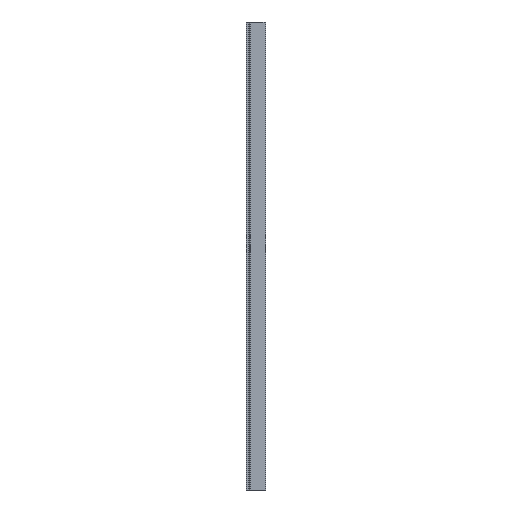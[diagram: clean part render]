
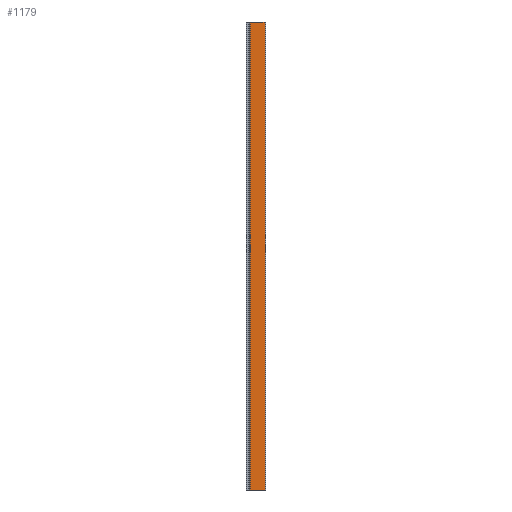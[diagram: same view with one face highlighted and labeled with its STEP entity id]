
A CAD part, left-side view. The second image highlights one B-rep face of the part: STEP entity #1179.
In plain terms, the highlighted planar face has unit normal (-1, 0, 0).
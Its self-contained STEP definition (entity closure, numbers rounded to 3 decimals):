
#16 = ORIENTED_EDGE ( 'NONE', *, *, #2150, .T. ) ;
#72 = CARTESIAN_POINT ( 'NONE',  ( 0., 66.59, 500. ) ) ;
#218 = CARTESIAN_POINT ( 'NONE',  ( 0., 67.5, 500. ) ) ;
#223 = VERTEX_POINT ( 'NONE', #3949 ) ;
#368 = DIRECTION ( 'NONE',  ( 0., 1., 0. ) ) ;
#412 = EDGE_CURVE ( 'NONE', #223, #947, #3556, .T. ) ;
#479 = CARTESIAN_POINT ( 'NONE',  ( 0., 2.197, 0. ) ) ;
#580 = PLANE ( 'NONE',  #622 ) ;
#622 = AXIS2_PLACEMENT_3D ( 'NONE', #218, #1760, #1442 ) ;
#635 = ORIENTED_EDGE ( 'NONE', *, *, #2740, .T. ) ;
#917 = CARTESIAN_POINT ( 'NONE',  ( 0., 66.59, 0. ) ) ;
#947 = VERTEX_POINT ( 'NONE', #917 ) ;
#994 = VECTOR ( 'NONE', #368, 1000. ) ;
#1055 = ORIENTED_EDGE ( 'NONE', *, *, #412, .F. ) ;
#1117 = CARTESIAN_POINT ( 'NONE',  ( 0., 2.697, 500. ) ) ;
#1169 = VERTEX_POINT ( 'NONE', #1831 ) ;
#1179 = ADVANCED_FACE ( 'NONE', ( #3011 ), #580, .T. ) ;
#1442 = DIRECTION ( 'NONE',  ( 0., 0., 1. ) ) ;
#1490 = CARTESIAN_POINT ( 'NONE',  ( 0., 66.59, 2000. ) ) ;
#1692 = LINE ( 'NONE', #3486, #4155 ) ;
#1760 = DIRECTION ( 'NONE',  ( -1., 0., 0. ) ) ;
#1831 = CARTESIAN_POINT ( 'NONE',  ( 0., 2.697, 2000. ) ) ;
#2150 = EDGE_CURVE ( 'NONE', #3971, #947, #3494, .T. ) ;
#2205 = DIRECTION ( 'NONE',  ( 0., 1., 0. ) ) ;
#2206 = VECTOR ( 'NONE', #3224, 1000. ) ;
#2327 = DIRECTION ( 'NONE',  ( 0., 0., -1. ) ) ;
#2726 = ORIENTED_EDGE ( 'NONE', *, *, #4052, .T. ) ;
#2740 = EDGE_CURVE ( 'NONE', #1169, #3971, #1692, .T. ) ;
#2958 = EDGE_LOOP ( 'NONE', ( #16, #1055, #2726, #635 ) ) ;
#2995 = LINE ( 'NONE', #1117, #2206 ) ;
#3011 = FACE_OUTER_BOUND ( 'NONE', #2958, .T. ) ;
#3031 = VECTOR ( 'NONE', #2327, 1000. ) ;
#3224 = DIRECTION ( 'NONE',  ( 0., 0., 1. ) ) ;
#3486 = CARTESIAN_POINT ( 'NONE',  ( 0., 2.697, 2000. ) ) ;
#3494 = LINE ( 'NONE', #72, #3031 ) ;
#3556 = LINE ( 'NONE', #479, #994 ) ;
#3949 = CARTESIAN_POINT ( 'NONE',  ( 0., 2.697, 0. ) ) ;
#3971 = VERTEX_POINT ( 'NONE', #1490 ) ;
#4052 = EDGE_CURVE ( 'NONE', #223, #1169, #2995, .T. ) ;
#4155 = VECTOR ( 'NONE', #2205, 1000. ) ;
